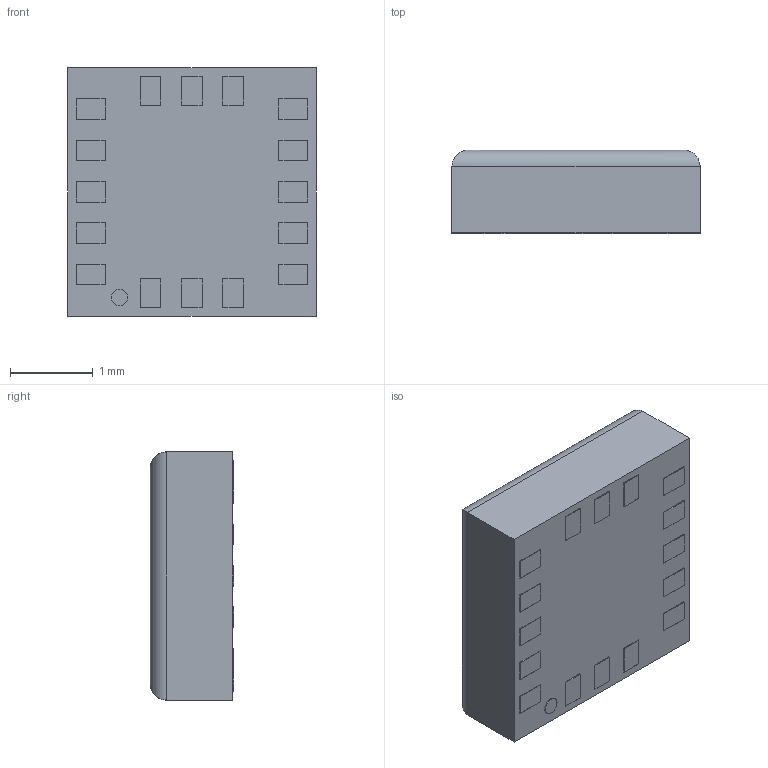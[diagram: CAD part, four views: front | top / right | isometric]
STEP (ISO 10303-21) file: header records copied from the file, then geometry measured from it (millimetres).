
FILE_DESCRIPTION(/* description */ (''),/* implementation_level */ '2;1');
FILE_NAME(/* name */ 'LGA-16_0.5_STEP v2.step',/* time_stamp */ '2016-06-09T12:06:04-07:00',/* author */ (''),/* organization */ (''),/* preprocessor_version */ 'ST-DEVELOPER v16.5',/* originating_system */ 'Autodesk Translation Framework v5.0.0.3310',/* authorisation */ '');
FILE_SCHEMA (('AUTOMOTIVE_DESIGN { 1 0 10303 214 3 1 1 }'));
Length unit declared in the file: centimetre
Products named in the file (1): LGA-16_0.5_STEP v2
Bounding box: 3 x 1.01 x 3 mm (x, y, z)
Volume: 8.9 mm3; surface area: 29.1 mm2
Topology: 1 solids, 1 shells, 114 faces, 405 edges, 332 vertices
Faces by surface type: plane 109, cylinder 5
Full cylindrical faces by diameter (mm): 0.2 x1
Entity records: 5544 total; most frequent: CARTESIAN_POINT 1903, ORIENTED_EDGE 808, DIRECTION 558, EDGE_CURVE 404, VERTEX_POINT 332, LINE 314, VECTOR 314, EDGE_LOOP 154
